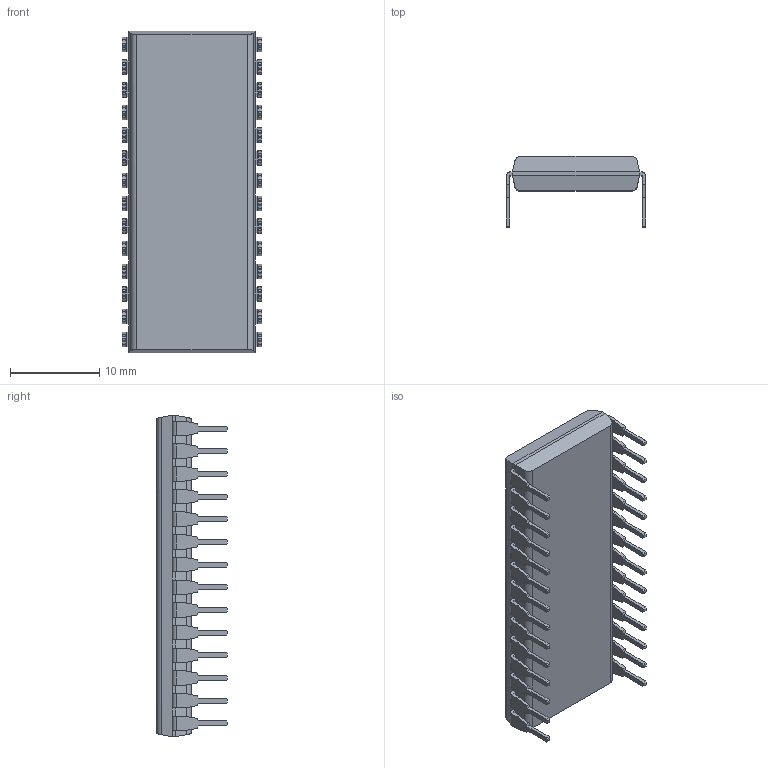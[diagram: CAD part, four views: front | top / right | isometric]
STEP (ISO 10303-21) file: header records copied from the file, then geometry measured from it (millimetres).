
FILE_DESCRIPTION (( 'STEP AP214' ), '1' );
FILE_NAME ('SW3DPS-DIP28-DEFAULT.STEP', '2020-09-01T14:26:37', ( '' ), ( '' ), 'SwSTEP 2.0', 'SolidWorks 2016', '' );
FILE_SCHEMA (( 'AUTOMOTIVE_DESIGN' ));
Length unit declared in the file: millimetre
Products named in the file (1): SW3DPS-DIP28-DEFAULT
Bounding box: 15.62 x 7.94 x 36.01 mm (x, y, z)
Volume: 1983.4 mm3; surface area: 1810.5 mm2
Topology: 1 solids, 1 shells, 527 faces, 1455 edges, 929 vertices
Faces by surface type: plane 463, cylinder 62, bspline 2
Entity records: 16937 total; most frequent: CARTESIAN_POINT 2970, ORIENTED_EDGE 2906, DIRECTION 2615, EDGE_CURVE 1453, LINE 1323, VECTOR 1323, VERTEX_POINT 929, AXIS2_PLACEMENT_3D 646
